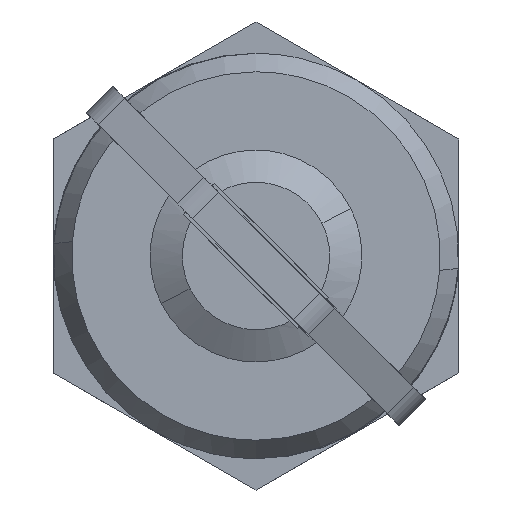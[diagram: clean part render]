
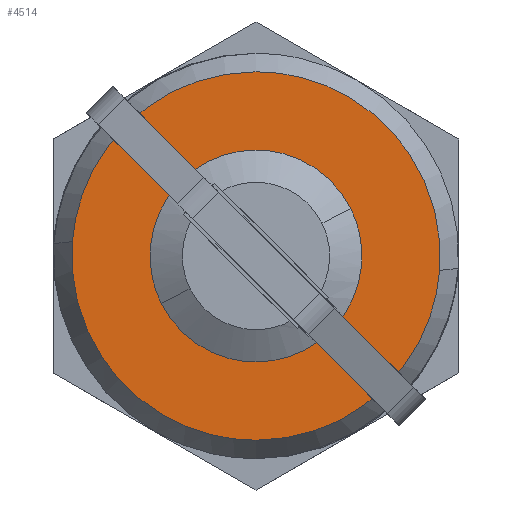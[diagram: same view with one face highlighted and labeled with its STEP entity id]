
A CAD part, front view. The second image highlights one B-rep face of the part: STEP entity #4514.
In plain terms, the highlighted free-form (B-spline) face has degree [1, 1] with [2, 2] control points.
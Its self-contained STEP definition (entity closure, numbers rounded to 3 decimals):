
#4330=CARTESIAN_POINT('',(-9.969,-2.5,0.785));
#4331=VERTEX_POINT('',#4330);
#4337=CARTESIAN_POINT('',(0.,-2.5,10.));
#4338=VERTEX_POINT('',#4337);
#4339=CARTESIAN_POINT('',(0.,-2.5,10.));
#4340=CARTESIAN_POINT('',(-9.244,-2.5,10.));
#4341=CARTESIAN_POINT('',(-9.969,-2.5,0.785));
#4349=(BOUNDED_CURVE()B_SPLINE_CURVE(2,(#4339,#4340,#4341),.UNSPECIFIED.,.F.,.U.)B_SPLINE_CURVE_WITH_KNOTS((3,3),(0.0,0.236),.UNSPECIFIED.)CURVE()GEOMETRIC_REPRESENTATION_ITEM()RATIONAL_B_SPLINE_CURVE((1.0,0.723,0.97))REPRESENTATION_ITEM(''));
#4350=EDGE_CURVE('',#4338,#4331,#4349,.T.);
#4352=CARTESIAN_POINT('',(9.969,-2.5,-0.785));
#4353=VERTEX_POINT('',#4352);
#4354=CARTESIAN_POINT('',(9.969,-2.5,-0.785));
#4355=CARTESIAN_POINT('',(10.,-2.5,-0.393));
#4356=CARTESIAN_POINT('',(10.,-2.5,0.));
#4357=CARTESIAN_POINT('',(10.,-2.5,10.));
#4358=CARTESIAN_POINT('',(0.,-2.5,10.));
#4366=(BOUNDED_CURVE()B_SPLINE_CURVE(2,(#4354,#4355,#4356,#4357,#4358),.UNSPECIFIED.,.F.,.U.)B_SPLINE_CURVE_WITH_KNOTS((3,2,3),(0.736,0.75,1.0),.UNSPECIFIED.)CURVE()GEOMETRIC_REPRESENTATION_ITEM()RATIONAL_B_SPLINE_CURVE((0.97,0.984,1.0,0.707,1.0))REPRESENTATION_ITEM(''));
#4367=EDGE_CURVE('',#4353,#4338,#4366,.T.);
#4403=CARTESIAN_POINT('',(0.,-2.5,-10.));
#4404=VERTEX_POINT('',#4403);
#4405=CARTESIAN_POINT('',(0.,-2.5,-10.));
#4406=CARTESIAN_POINT('',(9.244,-2.5,-10.));
#4407=CARTESIAN_POINT('',(9.969,-2.5,-0.785));
#4415=(BOUNDED_CURVE()B_SPLINE_CURVE(2,(#4405,#4406,#4407),.UNSPECIFIED.,.F.,.U.)B_SPLINE_CURVE_WITH_KNOTS((3,3),(0.5,0.736),.UNSPECIFIED.)CURVE()GEOMETRIC_REPRESENTATION_ITEM()RATIONAL_B_SPLINE_CURVE((1.0,0.723,0.97))REPRESENTATION_ITEM(''));
#4416=EDGE_CURVE('',#4404,#4353,#4415,.T.);
#4418=CARTESIAN_POINT('',(-9.969,-2.5,0.785));
#4419=CARTESIAN_POINT('',(-10.,-2.5,0.393));
#4420=CARTESIAN_POINT('',(-10.,-2.5,0.));
#4421=CARTESIAN_POINT('',(-10.,-2.5,-10.));
#4422=CARTESIAN_POINT('',(0.,-2.5,-10.));
#4430=(BOUNDED_CURVE()B_SPLINE_CURVE(2,(#4418,#4419,#4420,#4421,#4422),.UNSPECIFIED.,.F.,.U.)B_SPLINE_CURVE_WITH_KNOTS((3,2,3),(0.236,0.25,0.5),.UNSPECIFIED.)CURVE()GEOMETRIC_REPRESENTATION_ITEM()RATIONAL_B_SPLINE_CURVE((0.97,0.984,1.0,0.707,1.0))REPRESENTATION_ITEM(''));
#4431=EDGE_CURVE('',#4331,#4404,#4430,.T.);
#4437=CARTESIAN_POINT('',(10.996,-2.5,-10.999));
#4438=CARTESIAN_POINT('',(10.996,-2.5,10.999));
#4439=CARTESIAN_POINT('',(-10.996,-2.5,-10.999));
#4440=CARTESIAN_POINT('',(-10.996,-2.5,10.999));
#4441=B_SPLINE_SURFACE_WITH_KNOTS('',1,1,((#4437,#4439),(#4438,#4440)),.UNSPECIFIED.,.F.,.F.,.U.,(2,2),(2,2),(0.0,21.998),(0.0,21.992),.UNSPECIFIED.);
#4442=ORIENTED_EDGE('',*,*,#4350,.T.);
#4443=ORIENTED_EDGE('',*,*,#4431,.T.);
#4444=ORIENTED_EDGE('',*,*,#4416,.T.);
#4445=ORIENTED_EDGE('',*,*,#4367,.T.);
#4446=EDGE_LOOP('',(#4442,#4443,#4444,#4445));
#4447=FACE_OUTER_BOUND('',#4446,.T.);
#4448=CARTESIAN_POINT('',(0.,-2.5,5.75));
#4449=VERTEX_POINT('',#4448);
#4450=CARTESIAN_POINT('',(-5.146,-2.5,-2.566));
#4451=VERTEX_POINT('',#4450);
#4452=CARTESIAN_POINT('',(0.,-2.5,5.75));
#4453=CARTESIAN_POINT('',(-5.75,-2.5,5.75));
#4454=CARTESIAN_POINT('',(-5.75,-2.5,0.));
#4455=CARTESIAN_POINT('',(-5.75,-2.5,-1.354));
#4456=CARTESIAN_POINT('',(-5.146,-2.5,-2.566));
#4464=(BOUNDED_CURVE()B_SPLINE_CURVE(2,(#4452,#4453,#4454,#4455,#4456),.UNSPECIFIED.,.F.,.U.)B_SPLINE_CURVE_WITH_KNOTS((3,2,3),(0.0,0.25,0.326),.UNSPECIFIED.)CURVE()GEOMETRIC_REPRESENTATION_ITEM()RATIONAL_B_SPLINE_CURVE((1.0,0.707,1.0,0.911,0.876))REPRESENTATION_ITEM(''));
#4465=EDGE_CURVE('',#4449,#4451,#4464,.T.);
#4466=ORIENTED_EDGE('',*,*,#4465,.F.);
#4467=CARTESIAN_POINT('',(5.146,-2.5,2.566));
#4468=VERTEX_POINT('',#4467);
#4469=CARTESIAN_POINT('',(5.146,-2.5,2.566));
#4470=CARTESIAN_POINT('',(3.558,-2.5,5.75));
#4471=CARTESIAN_POINT('',(0.,-2.5,5.75));
#4479=(BOUNDED_CURVE()B_SPLINE_CURVE(2,(#4469,#4470,#4471),.UNSPECIFIED.,.F.,.U.)B_SPLINE_CURVE_WITH_KNOTS((3,3),(0.826,1.0),.UNSPECIFIED.)CURVE()GEOMETRIC_REPRESENTATION_ITEM()RATIONAL_B_SPLINE_CURVE((0.876,0.796,1.0))REPRESENTATION_ITEM(''));
#4480=EDGE_CURVE('',#4468,#4449,#4479,.T.);
#4481=ORIENTED_EDGE('',*,*,#4480,.F.);
#4482=CARTESIAN_POINT('',(0.,-2.5,-5.75));
#4483=VERTEX_POINT('',#4482);
#4484=CARTESIAN_POINT('',(0.,-2.5,-5.75));
#4485=CARTESIAN_POINT('',(5.75,-2.5,-5.75));
#4486=CARTESIAN_POINT('',(5.75,-2.5,0.));
#4487=CARTESIAN_POINT('',(5.75,-2.5,1.354));
#4488=CARTESIAN_POINT('',(5.146,-2.5,2.566));
#4496=(BOUNDED_CURVE()B_SPLINE_CURVE(2,(#4484,#4485,#4486,#4487,#4488),.UNSPECIFIED.,.F.,.U.)B_SPLINE_CURVE_WITH_KNOTS((3,2,3),(0.5,0.75,0.826),.UNSPECIFIED.)CURVE()GEOMETRIC_REPRESENTATION_ITEM()RATIONAL_B_SPLINE_CURVE((1.0,0.707,1.0,0.911,0.876))REPRESENTATION_ITEM(''));
#4497=EDGE_CURVE('',#4483,#4468,#4496,.T.);
#4498=ORIENTED_EDGE('',*,*,#4497,.F.);
#4499=CARTESIAN_POINT('',(-5.146,-2.5,-2.566));
#4500=CARTESIAN_POINT('',(-3.558,-2.5,-5.75));
#4501=CARTESIAN_POINT('',(0.,-2.5,-5.75));
#4509=(BOUNDED_CURVE()B_SPLINE_CURVE(2,(#4499,#4500,#4501),.UNSPECIFIED.,.F.,.U.)B_SPLINE_CURVE_WITH_KNOTS((3,3),(0.326,0.5),.UNSPECIFIED.)CURVE()GEOMETRIC_REPRESENTATION_ITEM()RATIONAL_B_SPLINE_CURVE((0.876,0.796,1.0))REPRESENTATION_ITEM(''));
#4510=EDGE_CURVE('',#4451,#4483,#4509,.T.);
#4511=ORIENTED_EDGE('',*,*,#4510,.F.);
#4512=EDGE_LOOP('',(#4466,#4481,#4498,#4511));
#4513=FACE_BOUND('',#4512,.T.);
#4514=ADVANCED_FACE('',(#4447,#4513),#4441,.T.);
